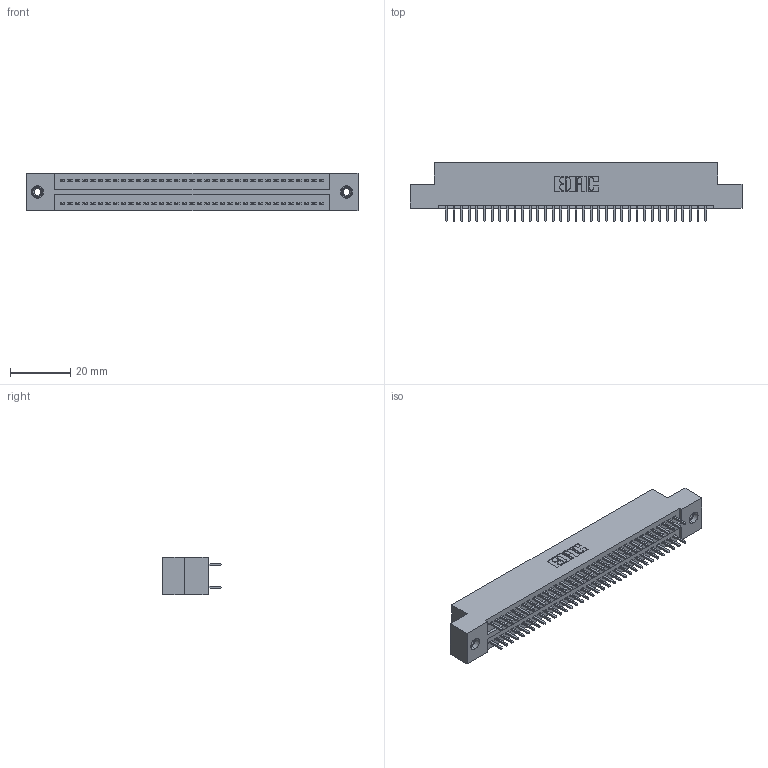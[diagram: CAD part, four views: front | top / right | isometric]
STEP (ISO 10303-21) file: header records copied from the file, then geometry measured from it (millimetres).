
FILE_DESCRIPTION (( 'STEP AP203' ), '1' );
FILE_NAME ('325-070-520-208.STEP', '2020-02-25T03:43:26', ( '' ), ( '' ), 'SwSTEP 2.0', 'SolidWorks 2016', '' );
FILE_SCHEMA (( 'CONFIG_CONTROL_DESIGN' ));
Length unit declared in the file: inch
Products named in the file (4): 325-070-520-208; 325-292-001_325-293-120; 345-250-001_345-250-003-102; 325 Part_TI
Assembly tree (73 placements, depth 2):
  325-070-520-208
    325 Part_TI
    325-292-001_325-293-120  x70
    345-250-001_345-250-003-102  x2
Bounding box: 110.62 x 19.68 x 12.45 mm (x, y, z)
Volume: 14200.3 mm3; surface area: 16893.9 mm2
Topology: 73 solids, 73 shells, 3814 faces, 11297 edges, 7430 vertices
Faces by surface type: plane 2622, cylinder 1176, cone 12, torus 4
Entity records: 24626 total; most frequent: CARTESIAN_POINT 4073, ORIENTED_EDGE 4002, DIRECTION 3523, EDGE_CURVE 2001, LINE 1853, VECTOR 1853, VERTEX_POINT 1328, AXIS2_PLACEMENT_3D 835
